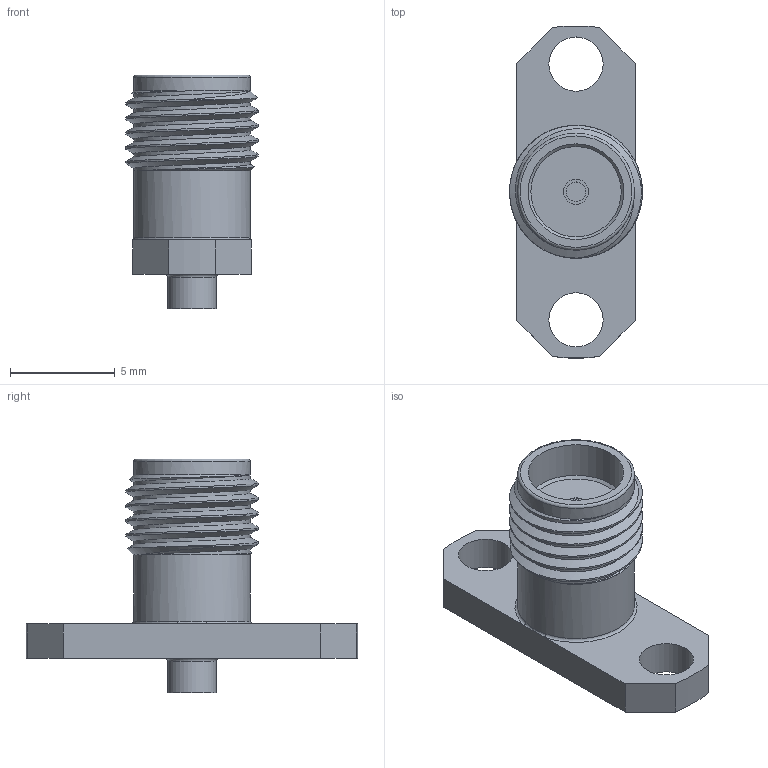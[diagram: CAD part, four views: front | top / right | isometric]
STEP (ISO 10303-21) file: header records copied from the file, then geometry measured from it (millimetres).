
FILE_DESCRIPTION (( 'STEP AP203' ), '1' );
FILE_NAME ('PE4547.step', '2020-05-05T14:17:57', ( '' ), ( '' ), 'SwSTEP 2.0', 'SolidWorks 2018', '' );
FILE_SCHEMA (( 'CONFIG_CONTROL_DESIGN' ));
Length unit declared in the file: inch
Products named in the file (1): PE4547
Bounding box: 6.35 x 15.86 x 11.18 mm (x, y, z)
Volume: 295 mm3; surface area: 474.3 mm2
Topology: 1 solids, 1 shells, 40 faces, 87 edges, 54 vertices
Faces by surface type: plane 15, cylinder 12, bspline 5, cone 4, torus 4
Full cylindrical faces by diameter (mm): 0.94 x1, 1.194 x1, 1.27 x1, 2.337 x1, 2.591 x2, 4.572 x1, 5.582 x2
Entity records: 2263 total; most frequent: CARTESIAN_POINT 1390, DIRECTION 162, ORIENTED_EDGE 144, EDGE_CURVE 72, AXIS2_PLACEMENT_3D 69, EDGE_LOOP 62, VERTEX_POINT 52, FACE_OUTER_BOUND 51
